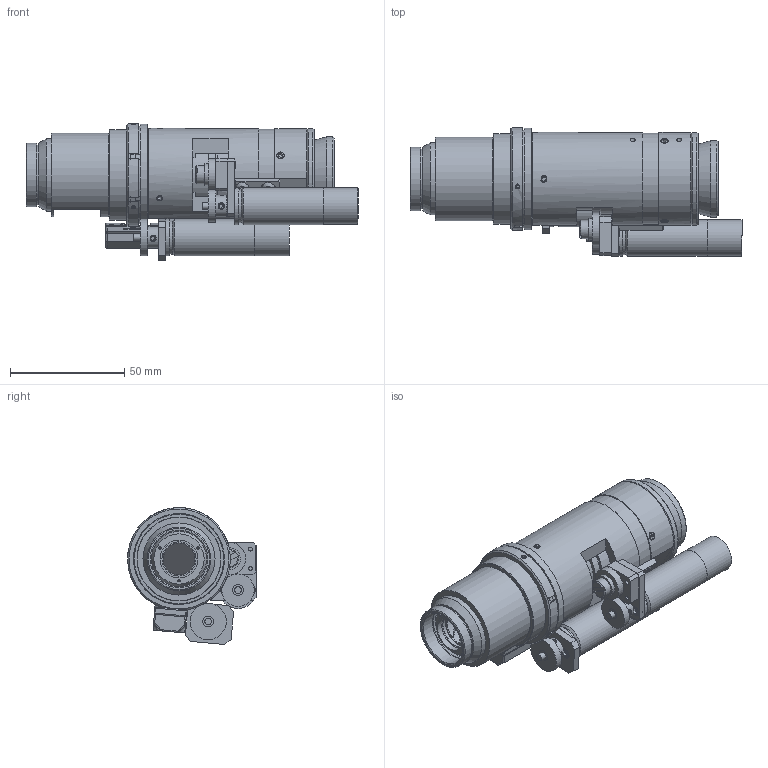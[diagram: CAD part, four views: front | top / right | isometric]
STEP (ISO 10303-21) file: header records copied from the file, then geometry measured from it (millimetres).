
FILE_DESCRIPTION((''),'2;1');
FILE_NAME('62311_0.stp','2005-06-14T15:24:06',('PODLENA'),(''),'Autodesk Inventor 10','Autodesk Inventor 10','');
FILE_SCHEMA(('AUTOMOTIVE_DESIGN { 1 0 10303 214 1 1 1 1 }'));
Length unit declared in the file: inch
Products named in the file (55): 62311_0; 62514-3mmICX_0; 60404; 62321; 62322; 62330; 62325; 60403-R; 60398; 7036; 7040; 7004; 7108; 60399-R; 60400; 7183; 60064; 62455; 62454; 60126; 7012; 62456; 60804; 62327; 7015; 62328; 62329; 7448; 7449; 7273; 60131M; 60448; 5402; 7008; 60128; 60127; 60447; 60449-R; 62538; 62331 ...
Assembly tree (84 placements, depth 4):
  62311_0
    62514-3mmICX_0
      60404
      62321
      62322
        62330
        62325  x2
        60403-R
      60398
      7036  x3
      7040  x4
      7004  x3
      7108  x3
      60399-R
      60400
      7183
    60064
    62455
      62454
      60126
      7012  x3
    62456
    60804
    62327  x2
    7036  x4
    7015  x2
    62328
    62329
    7448  x2
    7449  x4
    7273  x2
    60131M
      60448
      5402
      7008
      60128
      60127
      60447
      60449-R
    62538
      62331
      7007  x3
      62325  x2
    62568
      60369
      62326
        62326-1
        DN6848S  x2
        ECS-T1CY105R
        ECJ-2VF1H104Z
    62569
      60369
      62326
        62326-1
        DN6848S  x2
        ECS-T1CY105R
        ECJ-2VF1H104Z
    62852-R
      62852-R-1
      62852-R-2
Bounding box: 145.08 x 56.32 x 59.82 mm (x, y, z)
Volume: 113484 mm3; surface area: 91536.1 mm2
Topology: 78 solids, 78 shells, 1555 faces, 3737 edges, 2419 vertices
Faces by surface type: plane 1010, cylinder 257, bspline 140, cone 124, sphere 24
Full cylindrical faces by diameter (mm): 1.524 x3, 2.159 x7, 2.184 x30, 2.54 x1, 2.845 x17, 2.997 x4, 3.302 x3, 3.556 x8, 3.785 x1, 4.166 x4, 4.267 x6, 4.75 x2, 4.757 x3, 4.78 x2, 6.985 x2, 7.01 x1, 7.938 x1, 9.525 x3, 10.109 x2, 10.16 x3, 13.772 x1, 13.868 x1, 13.97 x2, 14.11 x1, 14.122 x1, 14.478 x2, 14.959 x1, 15.037 x2, 15.113 x1, 15.518 x1
Entity records: 29038 total; most frequent: CARTESIAN_POINT 9055, DIRECTION 3807, ORIENTED_EDGE 3372, EDGE_CURVE 1686, AXIS2_PLACEMENT_3D 1431, EDGE_LOOP 1369, VERTEX_POINT 1255, VECTOR 945
